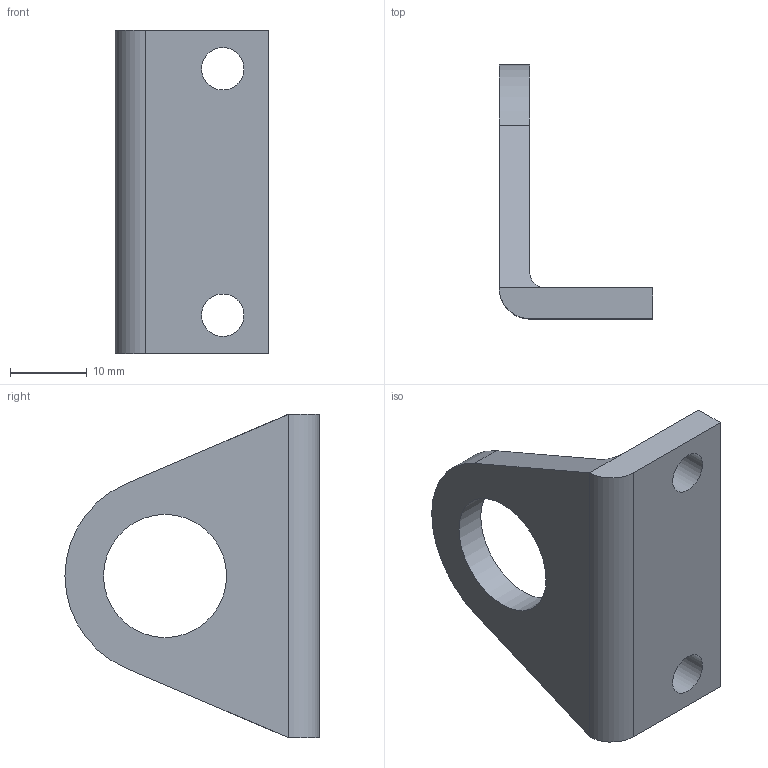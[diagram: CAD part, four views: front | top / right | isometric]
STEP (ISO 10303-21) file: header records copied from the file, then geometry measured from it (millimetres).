
FILE_DESCRIPTION( ( 'STEP AP214' ), ' ' );
FILE_NAME( 'W0950120001-13.stp', '2018-02-09T10:53:04', ( '' ), ( '' ), ' ', 'PARTsolutions', ' ' );
FILE_SCHEMA( ( 'AUTOMOTIVE_DESIGN { 1 0 10303 214 1 1 1 1 }' ) );
Length unit declared in the file: millimetre
Products named in the file (1): _W0950120001-13
Bounding box: 20 x 33 x 42 mm (x, y, z)
Volume: 5584.2 mm3; surface area: 3705.3 mm2
Topology: 1 solids, 1 shells, 15 faces, 36 edges, 23 vertices
Faces by surface type: plane 9, cylinder 6
Full cylindrical faces by diameter (mm): 5.5 x2, 16 x1
Entity records: 562 total; most frequent: DIRECTION 76, CARTESIAN_POINT 70, ORIENTED_EDGE 64, EDGE_CURVE 32, AXIS2_PLACEMENT_3D 28, EDGE_LOOP 24, VERTEX_POINT 22, LINE 20
